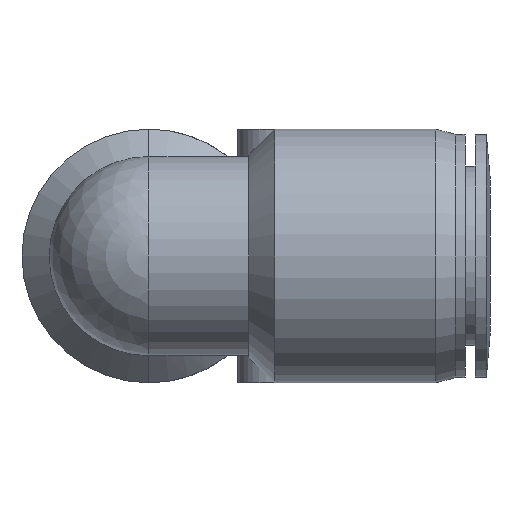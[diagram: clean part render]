
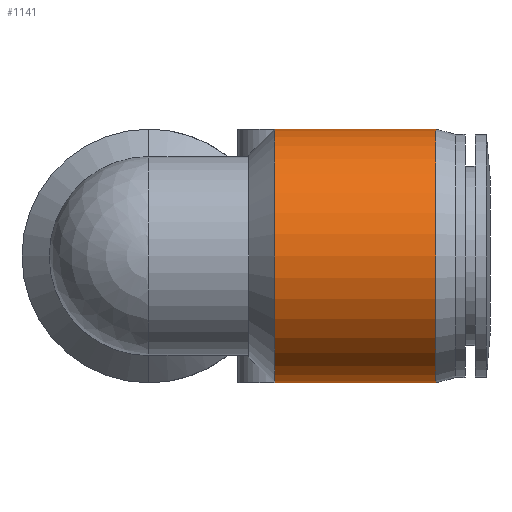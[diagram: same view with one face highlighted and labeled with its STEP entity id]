
A CAD part, left-side view. The second image highlights one B-rep face of the part: STEP entity #1141.
In plain terms, the highlighted cylindrical face has radius 12.75 mm (diameter 25.5 mm), a partial arc.
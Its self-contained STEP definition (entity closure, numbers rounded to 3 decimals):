
#48 = AXIS2_PLACEMENT_3D ( 'NONE', #416, #407, #314 ) ;
#58 = ORIENTED_EDGE ( 'NONE', *, *, #1781, .F. ) ;
#128 = DIRECTION ( 'NONE',  ( 0., 1., 0. ) ) ;
#130 = DIRECTION ( 'NONE',  ( 0., 0., 1. ) ) ;
#136 = CARTESIAN_POINT ( 'NONE',  ( 0., -28.854, 0. ) ) ;
#314 = DIRECTION ( 'NONE',  ( 0., 0., -1. ) ) ;
#359 = CARTESIAN_POINT ( 'NONE',  ( 0., -12.65, 12.75 ) ) ;
#391 = DIRECTION ( 'NONE',  ( 0., -1., 0. ) ) ;
#407 = DIRECTION ( 'NONE',  ( 0., -1., 0. ) ) ;
#415 = EDGE_CURVE ( 'NONE', #1338, #535, #894, .T. ) ;
#416 = CARTESIAN_POINT ( 'NONE',  ( 0., -10.05, 0. ) ) ;
#483 = ORIENTED_EDGE ( 'NONE', *, *, #901, .T. ) ;
#504 = ORIENTED_EDGE ( 'NONE', *, *, #568, .T. ) ;
#507 = VERTEX_POINT ( 'NONE', #1361 ) ;
#535 = VERTEX_POINT ( 'NONE', #1578 ) ;
#536 = LINE ( 'NONE', #1214, #580 ) ;
#568 = EDGE_CURVE ( 'NONE', #535, #1049, #536, .T. ) ;
#580 = VECTOR ( 'NONE', #1222, 1000. ) ;
#894 = CIRCLE ( 'NONE', #1331, 12.75 ) ;
#901 = EDGE_CURVE ( 'NONE', #1049, #507, #1658, .T. ) ;
#915 = VECTOR ( 'NONE', #391, 1000. ) ;
#989 = AXIS2_PLACEMENT_3D ( 'NONE', #136, #128, #130 ) ;
#1045 = CYLINDRICAL_SURFACE ( 'NONE', #48, 12.75 ) ;
#1047 = ORIENTED_EDGE ( 'NONE', *, *, #415, .T. ) ;
#1049 = VERTEX_POINT ( 'NONE', #1218 ) ;
#1076 = LINE ( 'NONE', #1512, #915 ) ;
#1109 = FACE_OUTER_BOUND ( 'NONE', #1278, .T. ) ;
#1141 = ADVANCED_FACE ( 'NONE', ( #1109 ), #1045, .T. ) ;
#1214 = CARTESIAN_POINT ( 'NONE',  ( 0., -10.05, -12.75 ) ) ;
#1218 = CARTESIAN_POINT ( 'NONE',  ( 0., -28.854, -12.75 ) ) ;
#1222 = DIRECTION ( 'NONE',  ( 0., -1., 0. ) ) ;
#1278 = EDGE_LOOP ( 'NONE', ( #58, #1047, #504, #483 ) ) ;
#1331 = AXIS2_PLACEMENT_3D ( 'NONE', #1466, #1565, #1671 ) ;
#1338 = VERTEX_POINT ( 'NONE', #359 ) ;
#1361 = CARTESIAN_POINT ( 'NONE',  ( 0., -28.854, 12.75 ) ) ;
#1466 = CARTESIAN_POINT ( 'NONE',  ( 0., -12.65, 0. ) ) ;
#1512 = CARTESIAN_POINT ( 'NONE',  ( 0., -10.05, 12.75 ) ) ;
#1565 = DIRECTION ( 'NONE',  ( 0., -1., 0. ) ) ;
#1578 = CARTESIAN_POINT ( 'NONE',  ( 0., -12.65, -12.75 ) ) ;
#1658 = CIRCLE ( 'NONE', #989, 12.75 ) ;
#1671 = DIRECTION ( 'NONE',  ( 0., 0., -1. ) ) ;
#1781 = EDGE_CURVE ( 'NONE', #1338, #507, #1076, .T. ) ;
